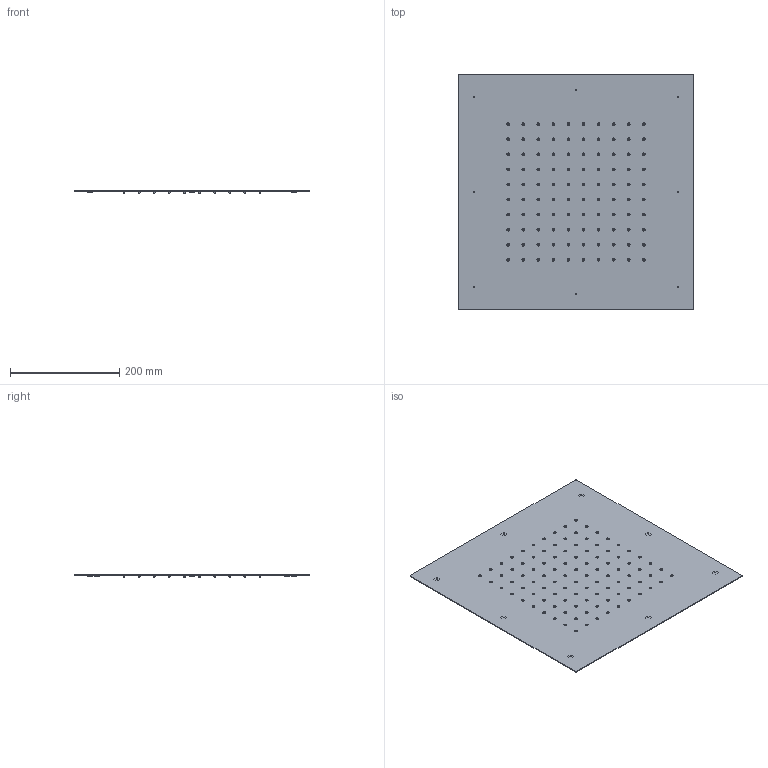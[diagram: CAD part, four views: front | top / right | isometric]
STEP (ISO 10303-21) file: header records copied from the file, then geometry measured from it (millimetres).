
FILE_DESCRIPTION((''),'2;1');
FILE_NAME('ZSOF300CR','2021-05-06T17:22:10',('ut3'),('PAFFONI SpA'),'CREO PARAMETRIC BY PTC INC, 2020044','CREO PARAMETRIC BY PTC INC, 2020044','');
FILE_SCHEMA(('CONFIG_CONTROL_DESIGN','SHAPE_APPEARANCE_LAYERS_GROUPS'));
Length unit declared in the file: millimetre
Products named in the file (1): ZSOF300CR
Bounding box: 430 x 430 x 4.8 mm (x, y, z)
Surface area: 375698.5 mm2 (no closed solid volume)
Topology: 0 solids, 205 shells, 426 faces, 2106 edges, 1774 vertices
Faces by surface type: torus 272, plane 134, cylinder 20
Entity records: 25646 total; most frequent: DIRECTION 4900, CARTESIAN_POINT 4306, ORIENTED_EDGE 2512, AXIS2_PLACEMENT_3D 2368, EDGE_CURVE 2106, CIRCLE 1942, VERTEX_POINT 1774, EDGE_LOOP 750
